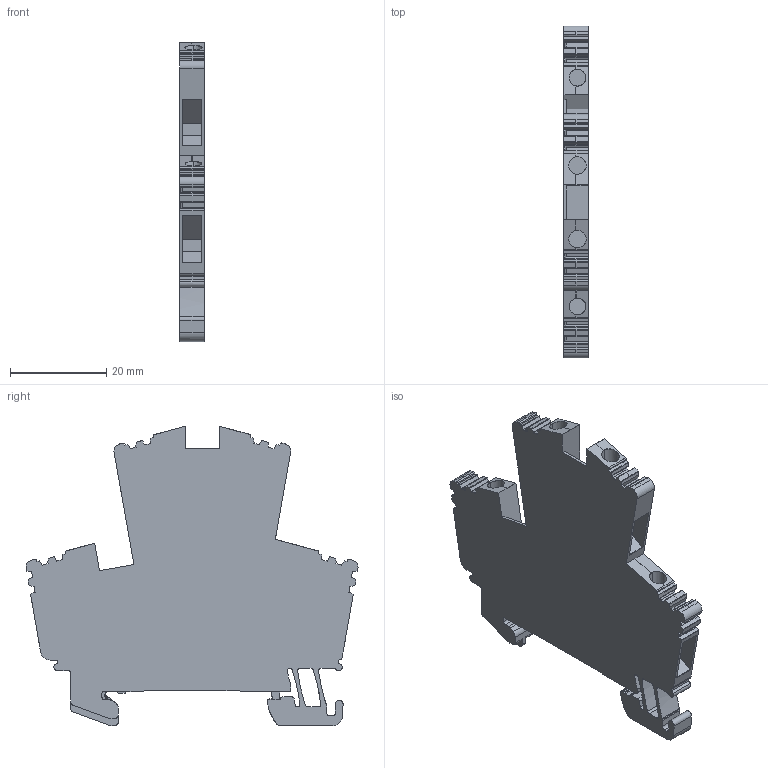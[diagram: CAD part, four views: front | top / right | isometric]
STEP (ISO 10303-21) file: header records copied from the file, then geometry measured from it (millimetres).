
FILE_DESCRIPTION(('CATIA V5 STEP Exchange','CAx-IF Rec.Pracs.--- Model Styling and Organization---1.5--- 2016-08-15','CAx-IF Rec.Pracs.---Supplemental Geometry---1.0---2011-11-01','CAx-IF Rec.Pracs.--- Composite Materials ---1.1---2010-07-15'),'2;1');
FILE_NAME ('D1447361_1_1036300000_1036300000.stp','2024-05-28T06:08:09+00:00',('none'),('Weidmueller'),'CATIA Version 5-6 Release 2022 SP4 HF5','CATIA V5 STEP AP214 v3','none');
FILE_SCHEMA(('AUTOMOTIVE_DESIGN { 1 0 10303 214 1 1 1 1 }'));
Length unit declared in the file: millimetre
Products named in the file (1): 1036300000_WDK_2-5PE
Bounding box: 5.1 x 69.07 x 62.26 mm (x, y, z)
Volume: 12002 mm3; surface area: 8274.7 mm2
Topology: 1 solids, 1 shells, 465 faces, 1332 edges, 878 vertices
Faces by surface type: plane 332, cylinder 118, extrusion 13, torus 2
Entity records: 15445 total; most frequent: CARTESIAN_POINT 3313, ORIENTED_EDGE 2664, DIRECTION 1982, EDGE_CURVE 1332, VECTOR 1070, LINE 1057, VERTEX_POINT 878, AXIS2_PLACEMENT_3D 553
